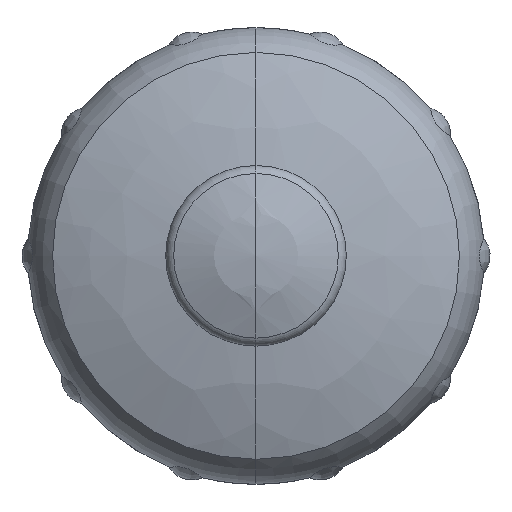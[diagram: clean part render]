
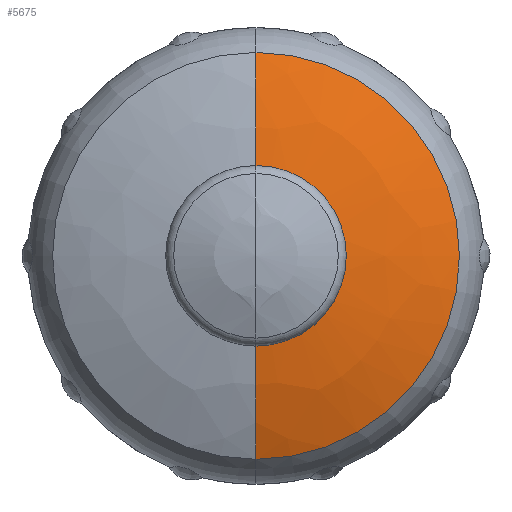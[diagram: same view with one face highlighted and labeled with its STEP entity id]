
A CAD part, top view. The second image highlights one B-rep face of the part: STEP entity #5675.
In plain terms, the highlighted free-form (B-spline) face has degree [3, 3] with [7, 4] control points.
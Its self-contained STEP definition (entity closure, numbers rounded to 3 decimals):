
#1581=CARTESIAN_POINT('',(0.,0.,42.45));
#1582=DIRECTION('',(0.,0.,-1.));
#1583=DIRECTION('',(0.,1.,0.));
#1584=AXIS2_PLACEMENT_3D('',#1581,#1582,#1583);
#1586=CARTESIAN_POINT('',(0.,3.383,7.271));
#1587=DIRECTION('',(1.,0.,0.));
#1588=DIRECTION('',(0.,0.378,0.926));
#1589=AXIS2_PLACEMENT_3D('',#1586,#1587,#1588);
#1591=CARTESIAN_POINT('',(0.,-3.383,7.271));
#1592=DIRECTION('',(-1.,0.,0.));
#1593=DIRECTION('',(0.,-0.378,0.926));
#1594=AXIS2_PLACEMENT_3D('',#1591,#1592,#1593);
#1614=CARTESIAN_POINT('',(0.,0.,45.004));
#1615=DIRECTION('',(0.,0.,-1.));
#1616=DIRECTION('',(0.,1.,0.));
#1617=AXIS2_PLACEMENT_3D('',#1614,#1615,#1616);
#3691=CARTESIAN_POINT('',(0.,17.75,42.45));
#3693=VERTEX_POINT('',#3691);
#3694=CARTESIAN_POINT('',(0.,7.882,45.004));
#3695=VERTEX_POINT('',#3694);
#3699=CARTESIAN_POINT('',(0.,-17.75,42.45));
#3701=VERTEX_POINT('',#3699);
#3702=CARTESIAN_POINT('',(0.,-7.882,45.004));
#3703=VERTEX_POINT('',#3702);
#5637=CARTESIAN_POINT('',(-0.482,7.663,
45.027));
#5638=CARTESIAN_POINT('',(-0.704,11.189,
44.625));
#5639=CARTESIAN_POINT('',(-0.92,14.625,
43.735));
#5640=CARTESIAN_POINT('',(-1.126,17.904,42.373));
#5641=CARTESIAN_POINT('',(4.234,7.96,45.027));
#5642=CARTESIAN_POINT('',(6.182,11.623,44.625));
#5643=CARTESIAN_POINT('',(8.08,15.192,43.735));
#5644=CARTESIAN_POINT('',(9.891,18.597,42.373));
#5645=CARTESIAN_POINT('',(7.678,4.725,45.027));
#5646=CARTESIAN_POINT('',(11.212,6.9,44.625));
#5647=CARTESIAN_POINT('',(14.654,9.018,43.735));
#5648=CARTESIAN_POINT('',(17.939,11.04,42.373));
#5649=CARTESIAN_POINT('',(7.678,0.,45.027));
#5650=CARTESIAN_POINT('',(11.212,0.,44.625));
#5651=CARTESIAN_POINT('',(14.654,0.,43.735));
#5652=CARTESIAN_POINT('',(17.939,0.,42.373));
#5653=CARTESIAN_POINT('',(7.678,-4.725,45.027));
#5654=CARTESIAN_POINT('',(11.212,-6.9,44.625));
#5655=CARTESIAN_POINT('',(14.654,-9.018,43.735));
#5656=CARTESIAN_POINT('',(17.939,-11.04,42.373));
#5657=CARTESIAN_POINT('',(4.234,-7.96,45.027));
#5658=CARTESIAN_POINT('',(6.182,-11.623,44.625));
#5659=CARTESIAN_POINT('',(8.08,-15.192,43.735));
#5660=CARTESIAN_POINT('',(9.891,-18.597,42.373));
#5661=CARTESIAN_POINT('',(-0.482,-7.663,
45.027));
#5662=CARTESIAN_POINT('',(-0.704,-11.189,
44.625));
#5663=CARTESIAN_POINT('',(-0.92,-14.625,
43.735));
#5664=CARTESIAN_POINT('',(-1.126,-17.904,
42.373));
#5665=(BOUNDED_SURFACE()B_SPLINE_SURFACE(3,3,((#5637,#5638,#5639,#5640),(#5641,
#5642,#5643,#5644),(#5645,#5646,#5647,#5648),(#5649,#5650,#5651,#5652),(#5653,
#5654,#5655,#5656),(#5657,#5658,#5659,#5660),(#5661,#5662,#5663,#5664)),
.UNSPECIFIED.,.F.,.F.,.F.)B_SPLINE_SURFACE_WITH_KNOTS((4,3,4),(4,4),(0.,1.,
2.),(0.,1.),.UNSPECIFIED.)GEOMETRIC_REPRESENTATION_ITEM()RATIONAL_B_SPLINE_SURFACE(((1.193,1.185,1.185,1.193),(
0.942,0.936,0.936,0.942),(
0.942,0.936,0.936,0.942),(
1.193,1.185,1.185,1.193),(
0.942,0.936,0.936,0.942),(
0.942,0.936,0.936,0.942),(
1.193,1.185,1.185,1.193)))REPRESENTATION_ITEM('')SURFACE());
#5667=ORIENTED_EDGE('',*,*,#5666,.F.);
#5668=ORIENTED_EDGE('',*,*,#5058,.T.);
#5670=ORIENTED_EDGE('',*,*,#5669,.T.);
#5672=ORIENTED_EDGE('',*,*,#5671,.F.);
#5673=EDGE_LOOP('',(#5667,#5668,#5670,#5672));
#5674=FACE_OUTER_BOUND('',#5673,.F.);
#5675=ADVANCED_FACE('',(#5674),#5665,.T.);
#1585=CIRCLE('',#1584,17.75);
#1590=CIRCLE('',#1589,38.);
#1595=CIRCLE('',#1594,38.);
#1618=CIRCLE('',#1617,7.882);
#5058=EDGE_CURVE('',#3693,#3701,#1585,.T.);
#5666=EDGE_CURVE('',#3693,#3695,#1590,.T.);
#5669=EDGE_CURVE('',#3701,#3703,#1595,.T.);
#5671=EDGE_CURVE('',#3695,#3703,#1618,.T.);
